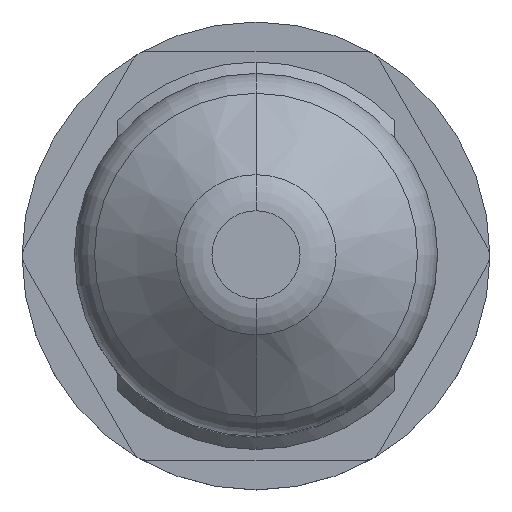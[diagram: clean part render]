
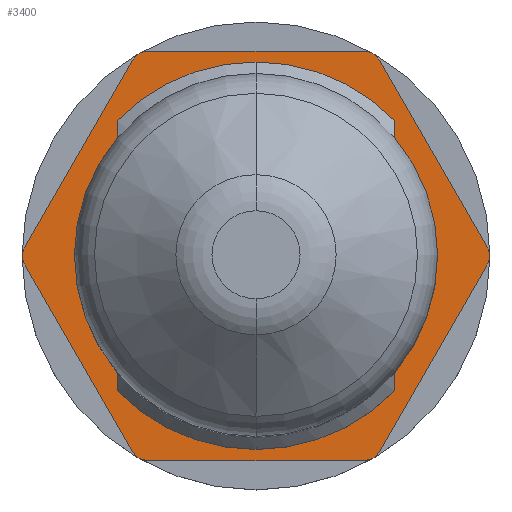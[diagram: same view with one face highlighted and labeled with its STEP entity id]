
A CAD part, top view. The second image highlights one B-rep face of the part: STEP entity #3400.
In plain terms, the highlighted face is planar.
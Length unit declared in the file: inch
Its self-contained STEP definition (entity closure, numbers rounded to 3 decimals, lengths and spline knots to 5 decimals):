
#1 = DIRECTION ( 'NONE',  ( 0.5, 0., 0.866 ) ) ;
#57 = CARTESIAN_POINT ( 'NONE',  ( -0.11475, 0.1, -0.21875 ) ) ;
#254 = DIRECTION ( 'NONE',  ( 0., 0., -1. ) ) ;
#540 = DIRECTION ( 'NONE',  ( -0.5, 0., 0.866 ) ) ;
#678 = ORIENTED_EDGE ( 'NONE', *, *, #9125, .T. ) ;
#829 = CIRCLE ( 'NONE', #6713, 0.02 ) ;
#845 = DIRECTION ( 'NONE',  ( 0., 0., -1. ) ) ;
#920 = CARTESIAN_POINT ( 'NONE',  ( -0.25259, 0.1, 0. ) ) ;
#988 = AXIS2_PLACEMENT_3D ( 'NONE', #2895, #7863, #6221 ) ;
#1029 = DIRECTION ( 'NONE',  ( 1., 0., 0. ) ) ;
#1052 = CARTESIAN_POINT ( 'NONE',  ( -0.37889, 0.1, 0.21875 ) ) ;
#1206 = DIRECTION ( 'NONE',  ( 0., 0., -1. ) ) ;
#1270 = CARTESIAN_POINT ( 'NONE',  ( -0.24682, 0.1, -0.01 ) ) ;
#1382 = ORIENTED_EDGE ( 'NONE', *, *, #3463, .T. ) ;
#1388 = EDGE_CURVE ( 'NONE', #1909, #7118, #7027, .T. ) ;
#1413 = CARTESIAN_POINT ( 'NONE',  ( -0.24682, 0.1, 0.01 ) ) ;
#1449 = ORIENTED_EDGE ( 'NONE', *, *, #9207, .F. ) ;
#1515 = CARTESIAN_POINT ( 'NONE',  ( 0.24682, 0.1, -0.01 ) ) ;
#1647 = CIRCLE ( 'NONE', #988, 0.185 ) ;
#1672 = DIRECTION ( 'NONE',  ( 0., 1., 0. ) ) ;
#1698 = CARTESIAN_POINT ( 'NONE',  ( 0.13207, 0.1, 0.20875 ) ) ;
#1858 = LINE ( 'NONE', #8257, #6241 ) ;
#1909 = VERTEX_POINT ( 'NONE', #8373 ) ;
#2147 = CARTESIAN_POINT ( 'NONE',  ( -0.13207, 0.1, -0.20875 ) ) ;
#2152 = VECTOR ( 'NONE', #1, 39.37008 ) ;
#2162 = LINE ( 'NONE', #9563, #4703 ) ;
#2531 = EDGE_LOOP ( 'NONE', ( #8066, #1382, #8525, #5350, #9011, #7413, #8348, #4326, #9169, #6321, #3380, #678 ) ) ;
#2548 = DIRECTION ( 'NONE',  ( 0., 0., -1. ) ) ;
#2603 = EDGE_CURVE ( 'NONE', #3654, #3865, #9736, .T. ) ;
#2629 = EDGE_CURVE ( 'NONE', #3638, #7000, #7190, .T. ) ;
#2760 = CARTESIAN_POINT ( 'NONE',  ( 0.13207, 0.1, -0.20875 ) ) ;
#2865 = EDGE_CURVE ( 'NONE', #6232, #10043, #1647, .T. ) ;
#2895 = CARTESIAN_POINT ( 'NONE',  ( 0., 0.1, 0. ) ) ;
#3185 = DIRECTION ( 'NONE',  ( 0., 1., 0. ) ) ;
#3244 = CARTESIAN_POINT ( 'NONE',  ( -0.11475, 0.1, -0.19875 ) ) ;
#3380 = ORIENTED_EDGE ( 'NONE', *, *, #2603, .T. ) ;
#3400 = ADVANCED_FACE ( 'NONE', ( #9827, #4997 ), #8279, .F. ) ;
#3463 = EDGE_CURVE ( 'NONE', #4596, #9299, #4434, .T. ) ;
#3638 = VERTEX_POINT ( 'NONE', #2147 ) ;
#3654 = VERTEX_POINT ( 'NONE', #1413 ) ;
#3812 = DIRECTION ( 'NONE',  ( 0., 0., -1. ) ) ;
#3865 = VERTEX_POINT ( 'NONE', #5089 ) ;
#4139 = CARTESIAN_POINT ( 'NONE',  ( -0.1263, 0.1, -0.21875 ) ) ;
#4326 = ORIENTED_EDGE ( 'NONE', *, *, #8889, .T. ) ;
#4434 = CIRCLE ( 'NONE', #9669, 0.02 ) ;
#4596 = VERTEX_POINT ( 'NONE', #9134 ) ;
#4691 = AXIS2_PLACEMENT_3D ( 'NONE', #3244, #3185, #7942 ) ;
#4703 = VECTOR ( 'NONE', #10344, 39.37008 ) ;
#4856 = LINE ( 'NONE', #8339, #10001 ) ;
#4915 = DIRECTION ( 'NONE',  ( -0.5, 0., 0.866 ) ) ;
#4997 = FACE_OUTER_BOUND ( 'NONE', #2531, .T. ) ;
#5017 = DIRECTION ( 'NONE',  ( 0., 1., 0. ) ) ;
#5089 = CARTESIAN_POINT ( 'NONE',  ( -0.13207, 0.1, 0.20875 ) ) ;
#5333 = VERTEX_POINT ( 'NONE', #2760 ) ;
#5350 = ORIENTED_EDGE ( 'NONE', *, *, #1388, .T. ) ;
#5380 = EDGE_CURVE ( 'NONE', #1909, #9299, #8513, .T. ) ;
#5535 = CARTESIAN_POINT ( 'NONE',  ( -0.11475, 0.1, 0.21875 ) ) ;
#5617 = CARTESIAN_POINT ( 'NONE',  ( 0.11475, 0.1, -0.19875 ) ) ;
#5618 = ORIENTED_EDGE ( 'NONE', *, *, #2865, .F. ) ;
#5668 = VECTOR ( 'NONE', #4915, 39.37008 ) ;
#5778 = EDGE_CURVE ( 'NONE', #4596, #7636, #4856, .T. ) ;
#5858 = DIRECTION ( 'NONE',  ( 0., 0., -1. ) ) ;
#5944 = CARTESIAN_POINT ( 'NONE',  ( 0.11475, 0.1, 0.19875 ) ) ;
#6007 = EDGE_CURVE ( 'NONE', #5333, #6542, #8314, .T. ) ;
#6016 = CARTESIAN_POINT ( 'NONE',  ( 0., 0.1, 0. ) ) ;
#6221 = DIRECTION ( 'NONE',  ( 0., 0., 1. ) ) ;
#6232 = VERTEX_POINT ( 'NONE', #8530 ) ;
#6241 = VECTOR ( 'NONE', #1029, 39.37008 ) ;
#6244 = CARTESIAN_POINT ( 'NONE',  ( -0.2295, 0.1, 0. ) ) ;
#6321 = ORIENTED_EDGE ( 'NONE', *, *, #7520, .T. ) ;
#6542 = VERTEX_POINT ( 'NONE', #7569 ) ;
#6546 = CARTESIAN_POINT ( 'NONE',  ( 0.2295, 0.1, 0. ) ) ;
#6607 = AXIS2_PLACEMENT_3D ( 'NONE', #6244, #8465, #3812 ) ;
#6713 = AXIS2_PLACEMENT_3D ( 'NONE', #8354, #5017, #5858 ) ;
#6898 = AXIS2_PLACEMENT_3D ( 'NONE', #6016, #8560, #9250 ) ;
#7000 = VERTEX_POINT ( 'NONE', #1270 ) ;
#7027 = CIRCLE ( 'NONE', #9566, 0.02 ) ;
#7118 = VERTEX_POINT ( 'NONE', #1515 ) ;
#7190 = LINE ( 'NONE', #4139, #5668 ) ;
#7413 = ORIENTED_EDGE ( 'NONE', *, *, #6007, .T. ) ;
#7496 = DIRECTION ( 'NONE',  ( 0., -1., 0. ) ) ;
#7520 = EDGE_CURVE ( 'NONE', #7000, #3654, #9489, .T. ) ;
#7565 = EDGE_LOOP ( 'NONE', ( #5618, #1449 ) ) ;
#7569 = CARTESIAN_POINT ( 'NONE',  ( 0.11475, 0.1, -0.21875 ) ) ;
#7633 = VERTEX_POINT ( 'NONE', #57 ) ;
#7636 = VERTEX_POINT ( 'NONE', #5535 ) ;
#7711 = DIRECTION ( 'NONE',  ( -1., 0., 0. ) ) ;
#7863 = DIRECTION ( 'NONE',  ( 0., 1., 0. ) ) ;
#7942 = DIRECTION ( 'NONE',  ( 0., 0., -1. ) ) ;
#8066 = ORIENTED_EDGE ( 'NONE', *, *, #5778, .F. ) ;
#8167 = AXIS2_PLACEMENT_3D ( 'NONE', #5617, #1672, #845 ) ;
#8257 = CARTESIAN_POINT ( 'NONE',  ( -0.1263, 0.1, -0.21875 ) ) ;
#8279 = PLANE ( 'NONE',  #8993 ) ;
#8314 = CIRCLE ( 'NONE', #8167, 0.02 ) ;
#8339 = CARTESIAN_POINT ( 'NONE',  ( 0.1263, 0.1, 0.21875 ) ) ;
#8348 = ORIENTED_EDGE ( 'NONE', *, *, #9127, .F. ) ;
#8354 = CARTESIAN_POINT ( 'NONE',  ( -0.11475, 0.1, 0.19875 ) ) ;
#8373 = CARTESIAN_POINT ( 'NONE',  ( 0.24682, 0.1, 0.01 ) ) ;
#8465 = DIRECTION ( 'NONE',  ( 0., 1., 0. ) ) ;
#8513 = LINE ( 'NONE', #9251, #9312 ) ;
#8525 = ORIENTED_EDGE ( 'NONE', *, *, #5380, .F. ) ;
#8530 = CARTESIAN_POINT ( 'NONE',  ( 0., 0.1, 0.185 ) ) ;
#8560 = DIRECTION ( 'NONE',  ( 0., 1., 0. ) ) ;
#8593 = CARTESIAN_POINT ( 'NONE',  ( 0., 0.1, -0.185 ) ) ;
#8889 = EDGE_CURVE ( 'NONE', #7633, #3638, #10280, .T. ) ;
#8993 = AXIS2_PLACEMENT_3D ( 'NONE', #1052, #7496, #254 ) ;
#9011 = ORIENTED_EDGE ( 'NONE', *, *, #9506, .F. ) ;
#9125 = EDGE_CURVE ( 'NONE', #3865, #7636, #829, .T. ) ;
#9127 = EDGE_CURVE ( 'NONE', #7633, #6542, #1858, .T. ) ;
#9134 = CARTESIAN_POINT ( 'NONE',  ( 0.11475, 0.1, 0.21875 ) ) ;
#9169 = ORIENTED_EDGE ( 'NONE', *, *, #2629, .T. ) ;
#9181 = DIRECTION ( 'NONE',  ( 0., 1., 0. ) ) ;
#9207 = EDGE_CURVE ( 'NONE', #10043, #6232, #9616, .T. ) ;
#9250 = DIRECTION ( 'NONE',  ( 0., 0., 1. ) ) ;
#9251 = CARTESIAN_POINT ( 'NONE',  ( 0.25259, 0.1, 0. ) ) ;
#9299 = VERTEX_POINT ( 'NONE', #1698 ) ;
#9312 = VECTOR ( 'NONE', #540, 39.37008 ) ;
#9489 = CIRCLE ( 'NONE', #6607, 0.02 ) ;
#9506 = EDGE_CURVE ( 'NONE', #5333, #7118, #2162, .T. ) ;
#9563 = CARTESIAN_POINT ( 'NONE',  ( 0.1263, 0.1, -0.21875 ) ) ;
#9566 = AXIS2_PLACEMENT_3D ( 'NONE', #6546, #9789, #2548 ) ;
#9616 = CIRCLE ( 'NONE', #6898, 0.185 ) ;
#9669 = AXIS2_PLACEMENT_3D ( 'NONE', #5944, #9181, #1206 ) ;
#9736 = LINE ( 'NONE', #920, #2152 ) ;
#9789 = DIRECTION ( 'NONE',  ( 0., 1., 0. ) ) ;
#9827 = FACE_BOUND ( 'NONE', #7565, .T. ) ;
#10001 = VECTOR ( 'NONE', #7711, 39.37008 ) ;
#10043 = VERTEX_POINT ( 'NONE', #8593 ) ;
#10280 = CIRCLE ( 'NONE', #4691, 0.02 ) ;
#10344 = DIRECTION ( 'NONE',  ( 0.5, 0., 0.866 ) ) ;
